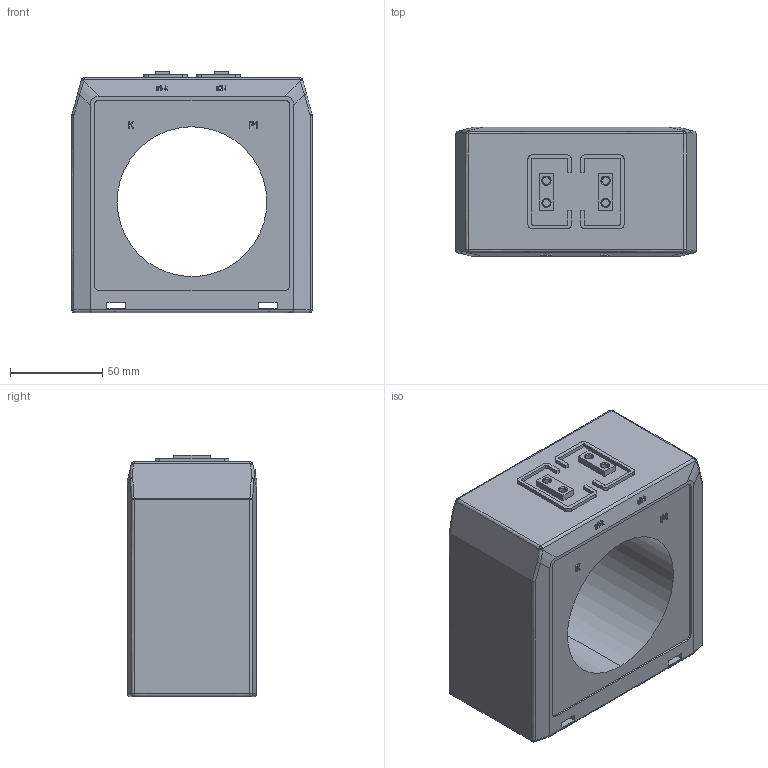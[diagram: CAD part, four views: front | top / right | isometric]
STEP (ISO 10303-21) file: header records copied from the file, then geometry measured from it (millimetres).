
FILE_DESCRIPTION(/* description */ (''),/* implementation_level */ '2;1');
FILE_NAME(/* name */ 'TAT080',/* time_stamp */ '2011-06-01T10:04:16+02:00',/* author */ (''),/* organization */ (''),/* preprocessor_version */ 'ST-DEVELOPER v8',/* originating_system */ '',/* authorisation */ '');
FILE_SCHEMA (('CONFIG_CONTROL_DESIGN'));
Length unit declared in the file: millimetre
Products named in the file (1): 1
Bounding box: 130 x 70 x 130.5 mm (x, y, z)
Volume: 763037.6 mm3; surface area: 80168.1 mm2
Topology: 16 solids, 16 shells, 254 faces, 604 edges, 384 vertices
Faces by surface type: bspline 254
Entity records: 9562 total; most frequent: CARTESIAN_POINT 5751, ORIENTED_EDGE 1208, EDGE_CURVE 604, B_SPLINE_CURVE_WITH_KNOTS 536, VERTEX_POINT 385, EDGE_LOOP 272, ADVANCED_FACE 254, FACE_OUTER_BOUND 254
